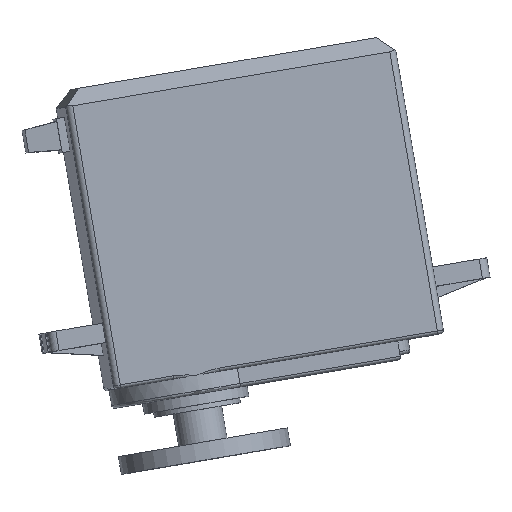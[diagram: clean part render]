
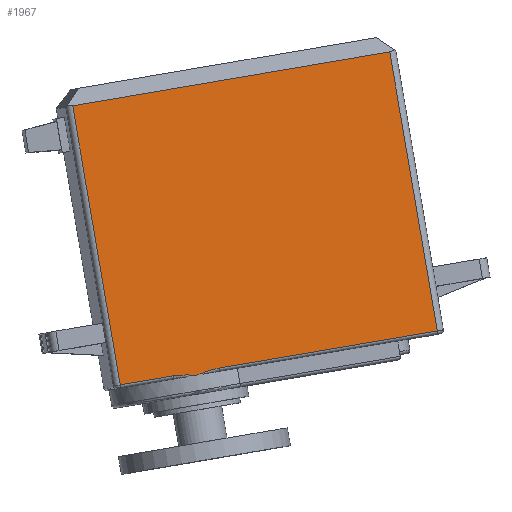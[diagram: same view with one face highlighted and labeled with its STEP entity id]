
A CAD part, top view. The second image highlights one B-rep face of the part: STEP entity #1967.
In plain terms, the highlighted planar face has unit normal (0.062, 0.011, 0.998).
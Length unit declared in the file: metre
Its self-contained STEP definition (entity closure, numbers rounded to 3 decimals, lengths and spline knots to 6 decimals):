
#43=B_SPLINE_CURVE_WITH_KNOTS('',3,(#3004,#3005,#3006,#3007,#3008,#3009),
 .UNSPECIFIED.,.F.,.F.,(4,2,4),(0.,0.001434,0.002868),
 .UNSPECIFIED.);
#50=B_SPLINE_CURVE_WITH_KNOTS('',3,(#3191,#3192,#3193,#3194,#3195,#3196),
 .UNSPECIFIED.,.F.,.F.,(4,2,4),(-0.00002,0.001413,
0.002847),.UNSPECIFIED.);
#129=LINE('',#2973,#292);
#140=LINE('',#3166,#303);
#217=LINE('',#3416,#380);
#222=LINE('',#3434,#385);
#230=LINE('',#3452,#393);
#292=VECTOR('',#2368,1.);
#303=VECTOR('',#2427,1.);
#380=VECTOR('',#2588,1.);
#385=VECTOR('',#2605,1.);
#393=VECTOR('',#2623,1.);
#740=ORIENTED_EDGE('',*,*,#1171,.T.);
#741=ORIENTED_EDGE('',*,*,#1030,.T.);
#742=ORIENTED_EDGE('',*,*,#1033,.T.);
#743=ORIENTED_EDGE('',*,*,#1066,.T.);
#744=ORIENTED_EDGE('',*,*,#1065,.T.);
#745=ORIENTED_EDGE('',*,*,#1162,.T.);
#746=ORIENTED_EDGE('',*,*,#1181,.T.);
#1030=EDGE_CURVE('',#1288,#1290,#129,.T.);
#1033=EDGE_CURVE('',#1290,#1291,#43,.T.);
#1065=EDGE_CURVE('',#1311,#1309,#140,.T.);
#1066=EDGE_CURVE('',#1291,#1311,#50,.T.);
#1162=EDGE_CURVE('',#1309,#1394,#217,.T.);
#1171=EDGE_CURVE('',#1401,#1288,#222,.T.);
#1181=EDGE_CURVE('',#1394,#1401,#230,.T.);
#1288=VERTEX_POINT('',#2966);
#1290=VERTEX_POINT('',#2972);
#1291=VERTEX_POINT('',#3003);
#1309=VERTEX_POINT('',#3123);
#1311=VERTEX_POINT('',#3163);
#1394=VERTEX_POINT('',#3417);
#1401=VERTEX_POINT('',#3435);
#1602=EDGE_LOOP('',(#740,#741,#742,#743,#744,#745,#746));
#1767=FACE_BOUND('',#1602,.T.);
#1875=PLANE('',#2185);
#1967=ADVANCED_FACE('',(#1767),#1875,.F.);
#2185=AXIS2_PLACEMENT_3D('',#3496,#2671,#2672);
#2368=DIRECTION('',(0.984,0.168,-0.063));
#2427=DIRECTION('',(0.984,0.168,-0.063));
#2588=DIRECTION('',(-0.168,0.986,0.));
#2605=DIRECTION('',(0.168,-0.986,0.));
#2623=DIRECTION('',(-0.984,-0.168,0.063));
#2671=DIRECTION('',(-0.062,-0.011,-0.998));
#2672=DIRECTION('',(0.984,0.168,-0.063));
#2966=CARTESIAN_POINT('',(0.020236,-0.083598,0.26203));
#2972=CARTESIAN_POINT('',(0.026744,-0.082489,0.261616));
#2973=CARTESIAN_POINT('',(0.019449,-0.083732,0.26208));
#3003=CARTESIAN_POINT('',(0.029601,-0.082408,0.261438));
#3004=CARTESIAN_POINT('',(0.026744,-0.082489,0.261616));
#3005=CARTESIAN_POINT('',(0.027215,-0.082409,0.261586));
#3006=CARTESIAN_POINT('',(0.027694,-0.082388,0.261556));
#3007=CARTESIAN_POINT('',(0.028647,-0.082379,0.261497));
#3008=CARTESIAN_POINT('',(0.029124,-0.082394,0.261467));
#3009=CARTESIAN_POINT('',(0.029601,-0.082408,0.261438));
#3123=CARTESIAN_POINT('',(0.059,-0.076994,0.259562));
#3163=CARTESIAN_POINT('',(0.032323,-0.081539,0.26126));
#3166=CARTESIAN_POINT('',(0.019449,-0.083732,0.26208));
#3191=CARTESIAN_POINT('',(0.029601,-0.082408,0.261438));
#3192=CARTESIAN_POINT('',(0.030046,-0.082237,0.261409));
#3193=CARTESIAN_POINT('',(0.030491,-0.082064,0.261379));
#3194=CARTESIAN_POINT('',(0.031394,-0.081757,0.26132));
#3195=CARTESIAN_POINT('',(0.031852,-0.081619,0.26129));
#3196=CARTESIAN_POINT('',(0.032323,-0.081539,0.26126));
#3416=CARTESIAN_POINT('',(0.059068,-0.077388,0.259562));
#3417=CARTESIAN_POINT('',(0.05319,-0.042885,0.259562));
#3434=CARTESIAN_POINT('',(0.020303,-0.083992,0.26203));
#3435=CARTESIAN_POINT('',(0.014426,-0.049489,0.26203));
#3452=CARTESIAN_POINT('',(0.013639,-0.049623,0.26208));
#3496=CARTESIAN_POINT('',(0.019516,-0.084126,0.26208));
